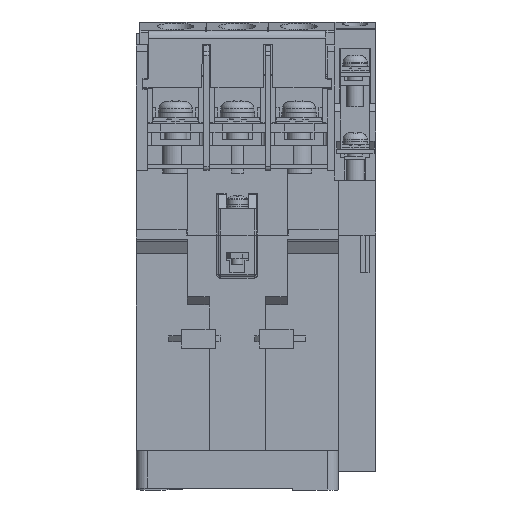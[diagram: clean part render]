
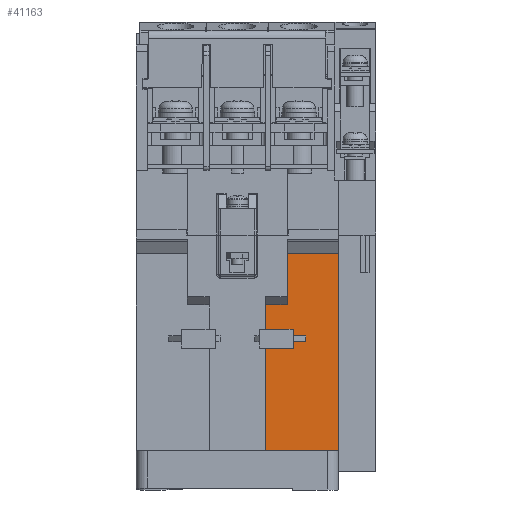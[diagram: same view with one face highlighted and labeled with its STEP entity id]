
A CAD part, front view. The second image highlights one B-rep face of the part: STEP entity #41163.
In plain terms, the highlighted planar face has unit normal (0, -1, 0).
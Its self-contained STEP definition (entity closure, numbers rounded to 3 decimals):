
#446 = ORIENTED_EDGE ( 'NONE', *, *, #23444, .T. ) ;
#1987 = LINE ( 'NONE', #84180, #2792 ) ;
#2476 = VERTEX_POINT ( 'NONE', #51557 ) ;
#2792 = VECTOR ( 'NONE', #30403, 1000. ) ;
#2881 = CARTESIAN_POINT ( 'NONE',  ( 13.5, -28.5, -4.5 ) ) ;
#3495 = ORIENTED_EDGE ( 'NONE', *, *, #61231, .F. ) ;
#3515 = ORIENTED_EDGE ( 'NONE', *, *, #19991, .T. ) ;
#4705 = DIRECTION ( 'NONE',  ( 0., -1., 0. ) ) ;
#5049 = LINE ( 'NONE', #48697, #21424 ) ;
#5422 = CARTESIAN_POINT ( 'NONE',  ( 14.9, -28.5, 37.9 ) ) ;
#6486 = ORIENTED_EDGE ( 'NONE', *, *, #42507, .T. ) ;
#6726 = VERTEX_POINT ( 'NONE', #71516 ) ;
#6966 = VECTOR ( 'NONE', #43285, 1000. ) ;
#7272 = VECTOR ( 'NONE', #61636, 1000. ) ;
#7384 = PLANE ( 'NONE',  #76232 ) ;
#7400 = DIRECTION ( 'NONE',  ( 0., 0., -1. ) ) ;
#7723 = CARTESIAN_POINT ( 'NONE',  ( 5.9, -28.5, 32.9 ) ) ;
#7942 = LINE ( 'NONE', #44242, #6966 ) ;
#9421 = VECTOR ( 'NONE', #29312, 1000. ) ;
#10514 = CARTESIAN_POINT ( 'NONE',  ( 18.3, -28.5, 34.65 ) ) ;
#11157 = CARTESIAN_POINT ( 'NONE',  ( 5.9, -28.5, 37.9 ) ) ;
#12300 = EDGE_CURVE ( 'NONE', #71943, #70279, #52342, .T. ) ;
#14729 = FACE_OUTER_BOUND ( 'NONE', #74459, .T. ) ;
#15032 = LINE ( 'NONE', #81130, #45932 ) ;
#17192 = EDGE_CURVE ( 'NONE', #96693, #70901, #78203, .T. ) ;
#18647 = CARTESIAN_POINT ( 'NONE',  ( 18.3, -28.5, 34.65 ) ) ;
#19835 = DIRECTION ( 'NONE',  ( 0., 0., 1. ) ) ;
#19991 = EDGE_CURVE ( 'NONE', #60851, #63652, #94927, .T. ) ;
#21424 = VECTOR ( 'NONE', #85849, 1000. ) ;
#21445 = VERTEX_POINT ( 'NONE', #10514 ) ;
#21477 = DIRECTION ( 'NONE',  ( -1., 0., 0. ) ) ;
#22530 = DIRECTION ( 'NONE',  ( 0., 0., 1. ) ) ;
#23444 = EDGE_CURVE ( 'NONE', #56508, #62018, #55281, .T. ) ;
#23516 = CARTESIAN_POINT ( 'NONE',  ( 14.9, -28.5, 32.9 ) ) ;
#24916 = ORIENTED_EDGE ( 'NONE', *, *, #55608, .T. ) ;
#24972 = ORIENTED_EDGE ( 'NONE', *, *, #59196, .T. ) ;
#25028 = LINE ( 'NONE', #18647, #74954 ) ;
#26781 = VECTOR ( 'NONE', #70829, 1000. ) ;
#27065 = CARTESIAN_POINT ( 'NONE',  ( 13.3, -28.5, 32.9 ) ) ;
#27732 = VECTOR ( 'NONE', #22530, 1000. ) ;
#28342 = CARTESIAN_POINT ( 'NONE',  ( 14.9, -28.5, 37.9 ) ) ;
#29312 = DIRECTION ( 'NONE',  ( 1., 0., 0. ) ) ;
#30403 = DIRECTION ( 'NONE',  ( 1., 0., 0. ) ) ;
#32647 = EDGE_CURVE ( 'NONE', #41680, #67925, #81237, .T. ) ;
#34331 = LINE ( 'NONE', #5422, #65662 ) ;
#35333 = DIRECTION ( 'NONE',  ( 0., 0., 1. ) ) ;
#36014 = EDGE_CURVE ( 'NONE', #21445, #2476, #42391, .T. ) ;
#37590 = DIRECTION ( 'NONE',  ( 0., 0., 1. ) ) ;
#37920 = ORIENTED_EDGE ( 'NONE', *, *, #32647, .T. ) ;
#38104 = VECTOR ( 'NONE', #88489, 1000. ) ;
#40659 = ORIENTED_EDGE ( 'NONE', *, *, #91099, .F. ) ;
#41163 = ADVANCED_FACE ( 'NONE', ( #14729, #44634 ), #7384, .T. ) ;
#41498 = DIRECTION ( 'NONE',  ( 0., 0., -1. ) ) ;
#41680 = VERTEX_POINT ( 'NONE', #69515 ) ;
#42391 = LINE ( 'NONE', #86418, #61282 ) ;
#42507 = EDGE_CURVE ( 'NONE', #21445, #73927, #25028, .T. ) ;
#43285 = DIRECTION ( 'NONE',  ( -1., 0., 0. ) ) ;
#44242 = CARTESIAN_POINT ( 'NONE',  ( 18.3, -28.5, 36.15 ) ) ;
#44628 = VECTOR ( 'NONE', #21477, 1000. ) ;
#44634 = FACE_BOUND ( 'NONE', #91233, .T. ) ;
#45169 = ORIENTED_EDGE ( 'NONE', *, *, #47579, .F. ) ;
#45758 = CARTESIAN_POINT ( 'NONE',  ( 14.9, -28.5, 34.65 ) ) ;
#45932 = VECTOR ( 'NONE', #37590, 1000. ) ;
#46349 = LINE ( 'NONE', #85394, #75014 ) ;
#46973 = CARTESIAN_POINT ( 'NONE',  ( 13.35, -28.5, 44.5 ) ) ;
#47309 = DIRECTION ( 'NONE',  ( -1., 0., 0. ) ) ;
#47579 = EDGE_CURVE ( 'NONE', #56508, #80720, #1987, .T. ) ;
#48697 = CARTESIAN_POINT ( 'NONE',  ( 27., -28.5, 5.5 ) ) ;
#48802 = ORIENTED_EDGE ( 'NONE', *, *, #12300, .F. ) ;
#51557 = CARTESIAN_POINT ( 'NONE',  ( 18.3, -28.5, 36.15 ) ) ;
#52342 = LINE ( 'NONE', #7723, #9421 ) ;
#54137 = CARTESIAN_POINT ( 'NONE',  ( 13.35, -28.5, 44.5 ) ) ;
#54641 = ORIENTED_EDGE ( 'NONE', *, *, #60692, .F. ) ;
#55253 = CARTESIAN_POINT ( 'NONE',  ( -27., -28.5, 58.1 ) ) ;
#55281 = LINE ( 'NONE', #46973, #7272 ) ;
#55608 = EDGE_CURVE ( 'NONE', #62018, #60851, #46349, .T. ) ;
#56508 = VERTEX_POINT ( 'NONE', #89899 ) ;
#58664 = CARTESIAN_POINT ( 'NONE',  ( 7.5, -28.5, -4.5 ) ) ;
#59196 = EDGE_CURVE ( 'NONE', #71943, #70901, #79397, .T. ) ;
#60692 = EDGE_CURVE ( 'NONE', #68237, #96693, #15032, .T. ) ;
#60851 = VERTEX_POINT ( 'NONE', #80540 ) ;
#61231 = EDGE_CURVE ( 'NONE', #2476, #68237, #7942, .T. ) ;
#61282 = VECTOR ( 'NONE', #19835, 1000. ) ;
#61636 = DIRECTION ( 'NONE',  ( 0., 0., -1. ) ) ;
#62018 = VERTEX_POINT ( 'NONE', #54137 ) ;
#62905 = CARTESIAN_POINT ( 'NONE',  ( 13.3, -28.5, 32.9 ) ) ;
#63652 = VERTEX_POINT ( 'NONE', #92413 ) ;
#63883 = ORIENTED_EDGE ( 'NONE', *, *, #87464, .F. ) ;
#64286 = DIRECTION ( 'NONE',  ( 0., 0., 1. ) ) ;
#64786 = VECTOR ( 'NONE', #7400, 1000. ) ;
#65662 = VECTOR ( 'NONE', #35333, 1000. ) ;
#65992 = CARTESIAN_POINT ( 'NONE',  ( 14.9, -28.5, 36.15 ) ) ;
#67925 = VERTEX_POINT ( 'NONE', #95184 ) ;
#68237 = VERTEX_POINT ( 'NONE', #65992 ) ;
#68249 = ORIENTED_EDGE ( 'NONE', *, *, #95278, .F. ) ;
#69515 = CARTESIAN_POINT ( 'NONE',  ( 13.5, -28.5, -4.5 ) ) ;
#70279 = VERTEX_POINT ( 'NONE', #23516 ) ;
#70829 = DIRECTION ( 'NONE',  ( -1., 0., 0. ) ) ;
#70901 = VERTEX_POINT ( 'NONE', #81511 ) ;
#70958 = CARTESIAN_POINT ( 'NONE',  ( 27., -28.5, 58.1 ) ) ;
#71516 = CARTESIAN_POINT ( 'NONE',  ( 27., -28.5, 5.5 ) ) ;
#71943 = VERTEX_POINT ( 'NONE', #62905 ) ;
#73579 = ORIENTED_EDGE ( 'NONE', *, *, #96402, .T. ) ;
#73927 = VERTEX_POINT ( 'NONE', #45758 ) ;
#74459 = EDGE_LOOP ( 'NONE', ( #3515, #68249, #37920, #73579, #63883, #45169, #446, #24916 ) ) ;
#74954 = VECTOR ( 'NONE', #92600, 1000. ) ;
#75014 = VECTOR ( 'NONE', #47309, 1000. ) ;
#76232 = AXIS2_PLACEMENT_3D ( 'NONE', #55253, #4705, #41498 ) ;
#78203 = LINE ( 'NONE', #11157, #26781 ) ;
#79397 = LINE ( 'NONE', #27065, #80286 ) ;
#80286 = VECTOR ( 'NONE', #64286, 1000. ) ;
#80540 = CARTESIAN_POINT ( 'NONE',  ( 7.5, -28.5, 44.5 ) ) ;
#80720 = VERTEX_POINT ( 'NONE', #70958 ) ;
#81130 = CARTESIAN_POINT ( 'NONE',  ( 14.9, -28.5, 37.9 ) ) ;
#81237 = LINE ( 'NONE', #96545, #27732 ) ;
#81314 = CARTESIAN_POINT ( 'NONE',  ( 27., -28.5, 58.1 ) ) ;
#81511 = CARTESIAN_POINT ( 'NONE',  ( 13.3, -28.5, 37.9 ) ) ;
#81757 = ORIENTED_EDGE ( 'NONE', *, *, #17192, .F. ) ;
#84180 = CARTESIAN_POINT ( 'NONE',  ( -27., -28.5, 58.1 ) ) ;
#84616 = LINE ( 'NONE', #2881, #44628 ) ;
#85394 = CARTESIAN_POINT ( 'NONE',  ( 7.5, -28.5, 44.5 ) ) ;
#85849 = DIRECTION ( 'NONE',  ( 1., 0., 0. ) ) ;
#86418 = CARTESIAN_POINT ( 'NONE',  ( 18.3, -28.5, 34.65 ) ) ;
#87464 = EDGE_CURVE ( 'NONE', #80720, #6726, #89175, .T. ) ;
#88489 = DIRECTION ( 'NONE',  ( 0., 0., -1. ) ) ;
#89175 = LINE ( 'NONE', #81314, #64786 ) ;
#89899 = CARTESIAN_POINT ( 'NONE',  ( 13.35, -28.5, 58.1 ) ) ;
#91099 = EDGE_CURVE ( 'NONE', #70279, #73927, #34331, .T. ) ;
#91233 = EDGE_LOOP ( 'NONE', ( #96248, #6486, #40659, #48802, #24972, #81757, #54641, #3495 ) ) ;
#92413 = CARTESIAN_POINT ( 'NONE',  ( 7.5, -28.5, -4.5 ) ) ;
#92600 = DIRECTION ( 'NONE',  ( -1., 0., 0. ) ) ;
#94927 = LINE ( 'NONE', #58664, #38104 ) ;
#95184 = CARTESIAN_POINT ( 'NONE',  ( 13.5, -28.5, 5.5 ) ) ;
#95278 = EDGE_CURVE ( 'NONE', #41680, #63652, #84616, .T. ) ;
#96248 = ORIENTED_EDGE ( 'NONE', *, *, #36014, .F. ) ;
#96402 = EDGE_CURVE ( 'NONE', #67925, #6726, #5049, .T. ) ;
#96545 = CARTESIAN_POINT ( 'NONE',  ( 13.5, -28.5, -4.5 ) ) ;
#96693 = VERTEX_POINT ( 'NONE', #28342 ) ;
